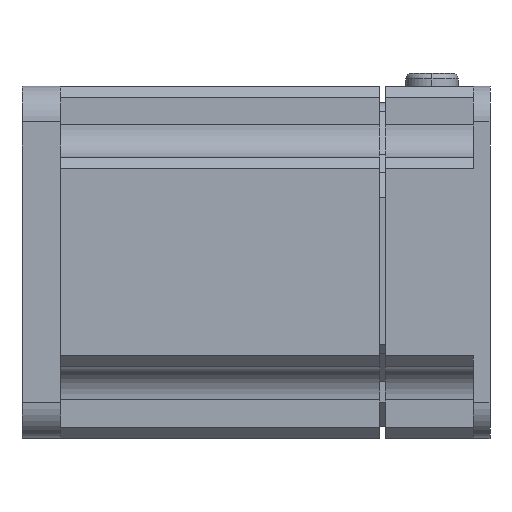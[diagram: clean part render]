
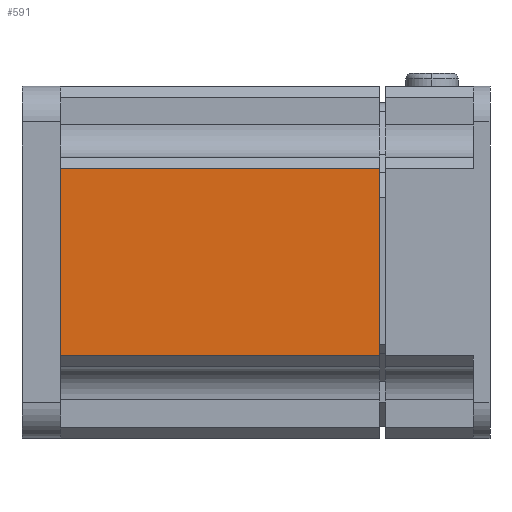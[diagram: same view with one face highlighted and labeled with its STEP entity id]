
A CAD part, left-side view. The second image highlights one B-rep face of the part: STEP entity #591.
In plain terms, the highlighted planar face has unit normal (-1, 0, 0).
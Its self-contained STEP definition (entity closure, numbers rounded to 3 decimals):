
#45 = CARTESIAN_POINT ( 'NONE',  ( -32., 20., -17. ) ) ;
#480 = VECTOR ( 'NONE', #1435, 1000. ) ;
#591 = ADVANCED_FACE ( 'NONE', ( #4683 ), #8961, .F. ) ;
#1056 = LINE ( 'NONE', #5731, #2867 ) ;
#1110 = VERTEX_POINT ( 'NONE', #4927 ) ;
#1435 = DIRECTION ( 'NONE',  ( 0., -1., 0. ) ) ;
#2003 = DIRECTION ( 'NONE',  ( 0., -1., 0. ) ) ;
#2322 = EDGE_CURVE ( 'NONE', #1110, #2498, #9234, .T. ) ;
#2498 = VERTEX_POINT ( 'NONE', #5509 ) ;
#2600 = AXIS2_PLACEMENT_3D ( 'NONE', #6368, #7429, #7261 ) ;
#2789 = CARTESIAN_POINT ( 'NONE',  ( -32., 500000., -17. ) ) ;
#2804 = ORIENTED_EDGE ( 'NONE', *, *, #2322, .T. ) ;
#2867 = VECTOR ( 'NONE', #8967, 1000. ) ;
#3123 = CARTESIAN_POINT ( 'NONE',  ( -32., 500000., 17. ) ) ;
#3828 = CARTESIAN_POINT ( 'NONE',  ( -32., 20., 17. ) ) ;
#4683 = FACE_OUTER_BOUND ( 'NONE', #8260, .T. ) ;
#4927 = CARTESIAN_POINT ( 'NONE',  ( -32., 78., -17. ) ) ;
#5035 = EDGE_CURVE ( 'NONE', #2498, #6360, #10385, .T. ) ;
#5234 = ORIENTED_EDGE ( 'NONE', *, *, #5035, .T. ) ;
#5259 = CARTESIAN_POINT ( 'NONE',  ( -32., 78., 17. ) ) ;
#5509 = CARTESIAN_POINT ( 'NONE',  ( -32., 20., -17. ) ) ;
#5731 = CARTESIAN_POINT ( 'NONE',  ( -32., 78., 25.5 ) ) ;
#6140 = VECTOR ( 'NONE', #2003, 1000. ) ;
#6360 = VERTEX_POINT ( 'NONE', #3828 ) ;
#6368 = CARTESIAN_POINT ( 'NONE',  ( -32., 500000., -17. ) ) ;
#7026 = LINE ( 'NONE', #3123, #480 ) ;
#7057 = VERTEX_POINT ( 'NONE', #5259 ) ;
#7107 = DIRECTION ( 'NONE',  ( 0., 0., 1. ) ) ;
#7261 = DIRECTION ( 'NONE',  ( 0., 0., -1. ) ) ;
#7429 = DIRECTION ( 'NONE',  ( 1., 0., 0. ) ) ;
#7689 = VECTOR ( 'NONE', #7107, 1000. ) ;
#8118 = EDGE_CURVE ( 'NONE', #7057, #6360, #7026, .T. ) ;
#8260 = EDGE_LOOP ( 'NONE', ( #9589, #2804, #5234, #9283 ) ) ;
#8961 = PLANE ( 'NONE',  #2600 ) ;
#8967 = DIRECTION ( 'NONE',  ( 0., 0., 1. ) ) ;
#9234 = LINE ( 'NONE', #2789, #6140 ) ;
#9283 = ORIENTED_EDGE ( 'NONE', *, *, #8118, .F. ) ;
#9589 = ORIENTED_EDGE ( 'NONE', *, *, #9948, .F. ) ;
#9948 = EDGE_CURVE ( 'NONE', #1110, #7057, #1056, .T. ) ;
#10385 = LINE ( 'NONE', #45, #7689 ) ;
